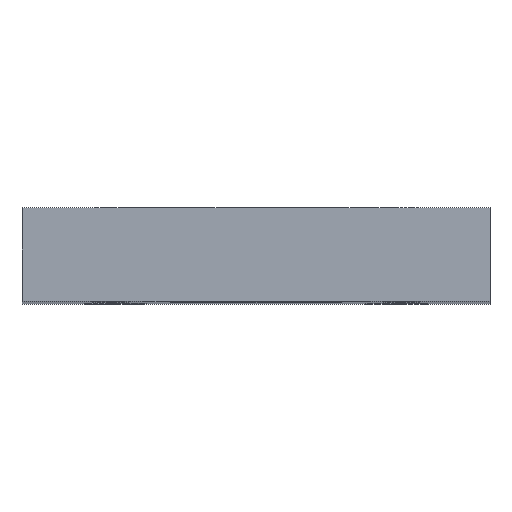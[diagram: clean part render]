
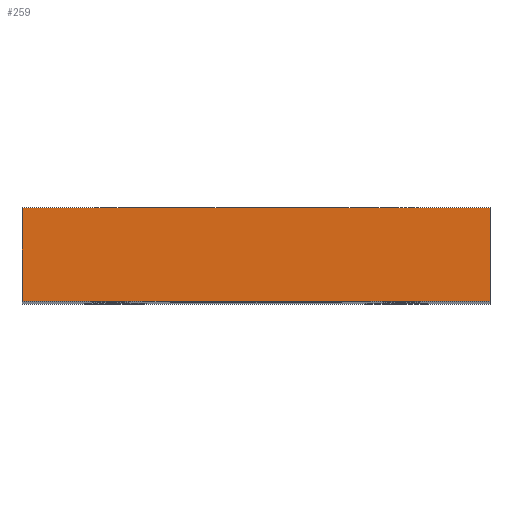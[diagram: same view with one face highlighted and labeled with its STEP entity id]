
A CAD part, top view. The second image highlights one B-rep face of the part: STEP entity #259.
In plain terms, the highlighted planar face has unit normal (0, 0, 1).
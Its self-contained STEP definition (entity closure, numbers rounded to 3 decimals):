
#85 = DIRECTION ( 'NONE',  ( 0., 1., 0. ) ) ;
#105 = CARTESIAN_POINT ( 'NONE',  ( -25.283, 36.521, 480. ) ) ;
#135 = DIRECTION ( 'NONE',  ( -1., 0., 0. ) ) ;
#192 = LINE ( 'NONE', #1102, #1089 ) ;
#203 = ORIENTED_EDGE ( 'NONE', *, *, #427, .T. ) ;
#227 = EDGE_CURVE ( 'NONE', #1299, #759, #1265, .T. ) ;
#253 = PLANE ( 'NONE',  #930 ) ;
#259 = ADVANCED_FACE ( 'NONE', ( #1062 ), #253, .F. ) ;
#368 = VERTEX_POINT ( 'NONE', #744 ) ;
#371 = DIRECTION ( 'NONE',  ( 0., 1., 0. ) ) ;
#410 = DIRECTION ( 'NONE',  ( -1., 0., 0. ) ) ;
#427 = EDGE_CURVE ( 'NONE', #759, #368, #192, .T. ) ;
#485 = CARTESIAN_POINT ( 'NONE',  ( -75.283, 26.521, 480. ) ) ;
#531 = DIRECTION ( 'NONE',  ( -1., 0., 0. ) ) ;
#706 = CARTESIAN_POINT ( 'NONE',  ( -25.283, 26.521, 480. ) ) ;
#744 = CARTESIAN_POINT ( 'NONE',  ( -75.283, 36.521, 480. ) ) ;
#759 = VERTEX_POINT ( 'NONE', #105 ) ;
#871 = VERTEX_POINT ( 'NONE', #485 ) ;
#928 = CARTESIAN_POINT ( 'NONE',  ( -25.283, 26.521, 480. ) ) ;
#930 = AXIS2_PLACEMENT_3D ( 'NONE', #706, #1154, #135 ) ;
#962 = EDGE_LOOP ( 'NONE', ( #203, #1179, #1461, #1135 ) ) ;
#982 = CARTESIAN_POINT ( 'NONE',  ( -25.283, 26.521, 480. ) ) ;
#1047 = VECTOR ( 'NONE', #371, 1000. ) ;
#1062 = FACE_OUTER_BOUND ( 'NONE', #962, .T. ) ;
#1089 = VECTOR ( 'NONE', #531, 1000. ) ;
#1102 = CARTESIAN_POINT ( 'NONE',  ( -25.283, 36.521, 480. ) ) ;
#1104 = LINE ( 'NONE', #1221, #1382 ) ;
#1135 = ORIENTED_EDGE ( 'NONE', *, *, #227, .T. ) ;
#1154 = DIRECTION ( 'NONE',  ( 0., 0., -1. ) ) ;
#1179 = ORIENTED_EDGE ( 'NONE', *, *, #1312, .F. ) ;
#1221 = CARTESIAN_POINT ( 'NONE',  ( -75.283, 26.521, 480. ) ) ;
#1236 = EDGE_CURVE ( 'NONE', #1299, #871, #1423, .T. ) ;
#1265 = LINE ( 'NONE', #928, #1047 ) ;
#1289 = VECTOR ( 'NONE', #410, 1000. ) ;
#1299 = VERTEX_POINT ( 'NONE', #982 ) ;
#1309 = CARTESIAN_POINT ( 'NONE',  ( -25.283, 26.521, 480. ) ) ;
#1312 = EDGE_CURVE ( 'NONE', #871, #368, #1104, .T. ) ;
#1382 = VECTOR ( 'NONE', #85, 1000. ) ;
#1423 = LINE ( 'NONE', #1309, #1289 ) ;
#1461 = ORIENTED_EDGE ( 'NONE', *, *, #1236, .F. ) ;
